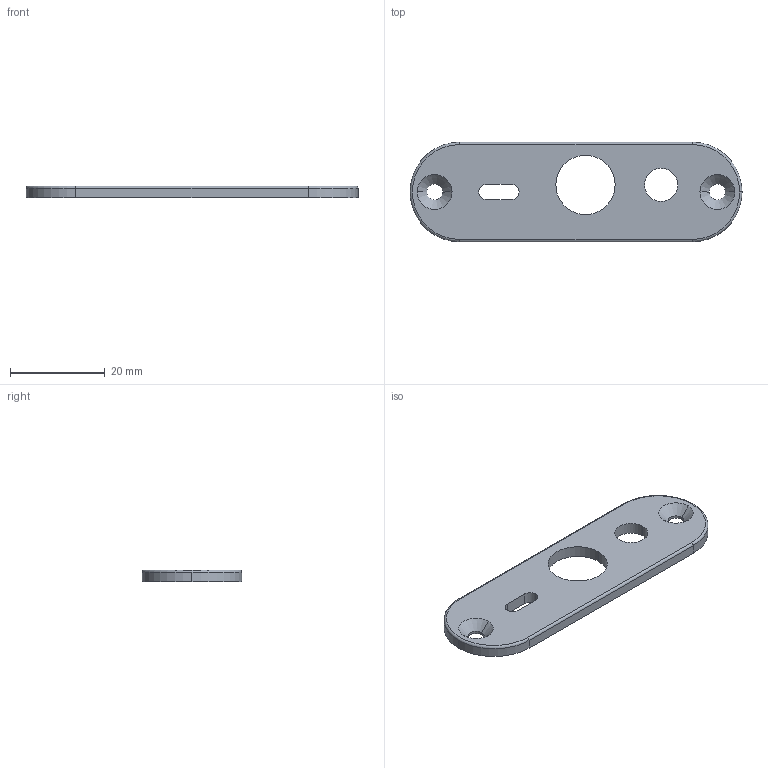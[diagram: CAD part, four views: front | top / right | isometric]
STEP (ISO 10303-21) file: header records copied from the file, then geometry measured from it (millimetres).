
FILE_DESCRIPTION (( 'STEP AP214' ), '1' );
FILE_NAME ('rear_plate.STEP', '2024-02-22T10:59:17', ( '' ), ( '' ), 'SwSTEP 2.0', 'SolidWorks 2019', '' );
FILE_SCHEMA (( 'AUTOMOTIVE_DESIGN' ));
Length unit declared in the file: millimetre
Products named in the file (1): rear_plate
Bounding box: 70 x 21 x 2.5 mm (x, y, z)
Volume: 2860.4 mm3; surface area: 2959.7 mm2
Topology: 1 solids, 1 shells, 29 faces, 73 edges, 46 vertices
Faces by surface type: cylinder 16, plane 6, cone 4, torus 3
Entity records: 938 total; most frequent: DIRECTION 174, CARTESIAN_POINT 149, ORIENTED_EDGE 146, EDGE_CURVE 73, AXIS2_PLACEMENT_3D 71, VERTEX_POINT 46, CIRCLE 41, EDGE_LOOP 39
